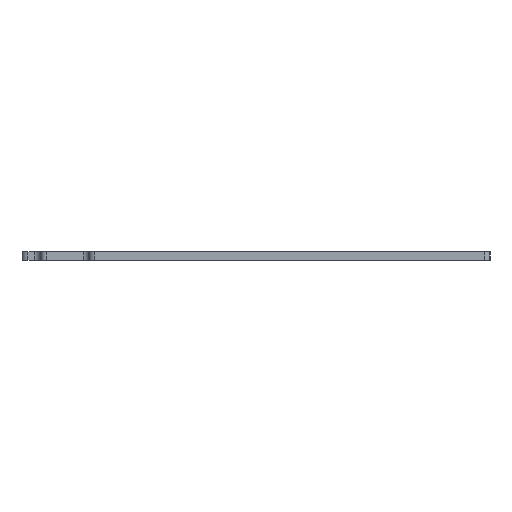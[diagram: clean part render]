
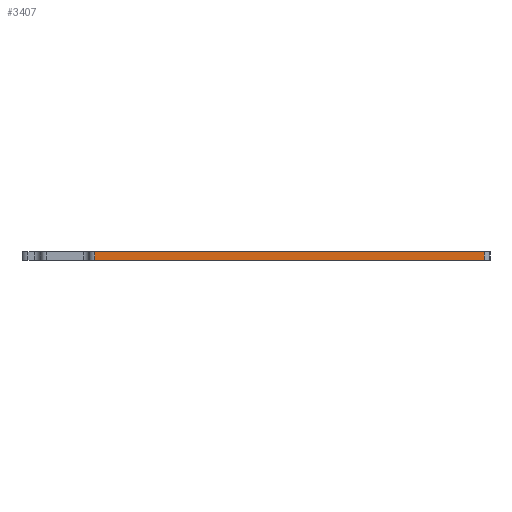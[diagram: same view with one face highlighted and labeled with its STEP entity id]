
A CAD part, left-side view. The second image highlights one B-rep face of the part: STEP entity #3407.
In plain terms, the highlighted planar face has unit normal (-1, 0, 0).
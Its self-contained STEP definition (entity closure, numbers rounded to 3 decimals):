
#214 = VERTEX_POINT('',#215);
#215 = CARTESIAN_POINT('',(17.202,-33.75,0.));
#222 = EDGE_CURVE('',#223,#214,#225,.T.);
#223 = VERTEX_POINT('',#224);
#224 = CARTESIAN_POINT('',(17.202,-99.35,0.));
#225 = LINE('',#226,#227);
#226 = CARTESIAN_POINT('',(17.202,-99.35,0.));
#227 = VECTOR('',#228,1.);
#228 = DIRECTION('',(0.,1.,0.));
#1695 = VERTEX_POINT('',#1696);
#1696 = CARTESIAN_POINT('',(17.202,-33.75,1.51));
#1703 = EDGE_CURVE('',#1704,#1695,#1706,.T.);
#1704 = VERTEX_POINT('',#1705);
#1705 = CARTESIAN_POINT('',(17.202,-99.35,1.51));
#1706 = LINE('',#1707,#1708);
#1707 = CARTESIAN_POINT('',(17.202,-99.35,1.51));
#1708 = VECTOR('',#1709,1.);
#1709 = DIRECTION('',(0.,1.,0.));
#3377 = EDGE_CURVE('',#214,#1695,#3378,.T.);
#3378 = LINE('',#3379,#3380);
#3379 = CARTESIAN_POINT('',(17.202,-33.75,0.));
#3380 = VECTOR('',#3381,1.);
#3381 = DIRECTION('',(0.,0.,1.));
#3407 = ADVANCED_FACE('',(#3408),#3419,.T.);
#3408 = FACE_BOUND('',#3409,.T.);
#3409 = EDGE_LOOP('',(#3410,#3416,#3417,#3418));
#3410 = ORIENTED_EDGE('',*,*,#3411,.T.);
#3411 = EDGE_CURVE('',#223,#1704,#3412,.T.);
#3412 = LINE('',#3413,#3414);
#3413 = CARTESIAN_POINT('',(17.202,-99.35,0.));
#3414 = VECTOR('',#3415,1.);
#3415 = DIRECTION('',(0.,0.,1.));
#3416 = ORIENTED_EDGE('',*,*,#1703,.T.);
#3417 = ORIENTED_EDGE('',*,*,#3377,.F.);
#3418 = ORIENTED_EDGE('',*,*,#222,.F.);
#3419 = PLANE('',#3420);
#3420 = AXIS2_PLACEMENT_3D('',#3421,#3422,#3423);
#3421 = CARTESIAN_POINT('',(17.202,-99.35,0.));
#3422 = DIRECTION('',(-1.,0.,0.));
#3423 = DIRECTION('',(0.,1.,0.));
